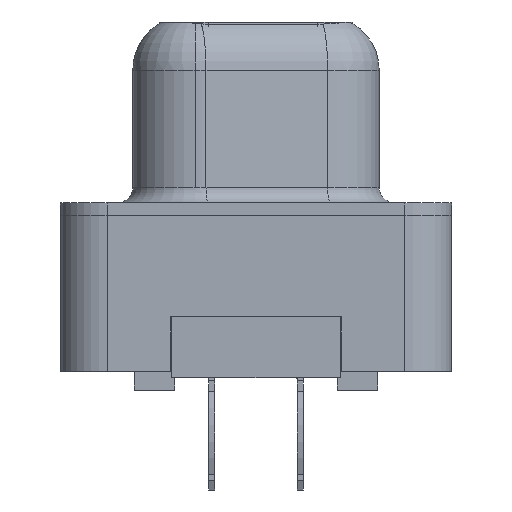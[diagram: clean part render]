
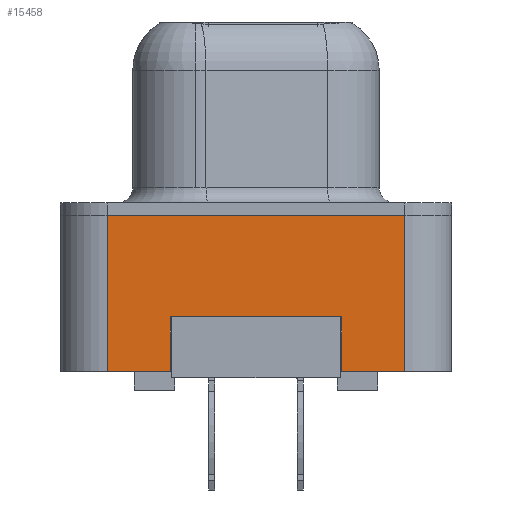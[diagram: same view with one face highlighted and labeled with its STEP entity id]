
A CAD part, left-side view. The second image highlights one B-rep face of the part: STEP entity #15458.
In plain terms, the highlighted planar face has unit normal (-1, 0, 0).
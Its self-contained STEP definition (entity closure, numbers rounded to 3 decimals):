
#6 = CARTESIAN_POINT ( 'NONE',  ( -2.905, -2.75, -3.25 ) ) ;
#462 = ORIENTED_EDGE ( 'NONE', *, *, #15868, .T. ) ;
#503 = EDGE_CURVE ( 'NONE', #15897, #7459, #3013, .T. ) ;
#1083 = ORIENTED_EDGE ( 'NONE', *, *, #4683, .F. ) ;
#1462 = DIRECTION ( 'NONE',  ( 0., 0., -1. ) ) ;
#1614 = CARTESIAN_POINT ( 'NONE',  ( -2.905, 4.775, 0. ) ) ;
#2320 = LINE ( 'NONE', #16709, #13633 ) ;
#2519 = VECTOR ( 'NONE', #9768, 1000. ) ;
#2872 = EDGE_CURVE ( 'NONE', #3393, #9430, #5836, .T. ) ;
#3013 = LINE ( 'NONE', #14957, #2519 ) ;
#3118 = DIRECTION ( 'NONE',  ( 0., -1., 0. ) ) ;
#3393 = VERTEX_POINT ( 'NONE', #15279 ) ;
#3658 = DIRECTION ( 'NONE',  ( 0., 0., 1. ) ) ;
#3742 = FACE_OUTER_BOUND ( 'NONE', #4749, .T. ) ;
#3951 = VECTOR ( 'NONE', #3118, 1000. ) ;
#4682 = VECTOR ( 'NONE', #1462, 1000. ) ;
#4683 = EDGE_CURVE ( 'NONE', #11938, #14750, #15878, .T. ) ;
#4749 = EDGE_LOOP ( 'NONE', ( #462, #5074, #9020, #6674, #6097, #15383, #6761, #1083 ) ) ;
#5061 = DIRECTION ( 'NONE',  ( -1., 0., 0. ) ) ;
#5074 = ORIENTED_EDGE ( 'NONE', *, *, #13080, .T. ) ;
#5302 = CARTESIAN_POINT ( 'NONE',  ( -2.905, -4.775, -5. ) ) ;
#5836 = LINE ( 'NONE', #16536, #3951 ) ;
#6009 = DIRECTION ( 'NONE',  ( 0., -1., 0. ) ) ;
#6097 = ORIENTED_EDGE ( 'NONE', *, *, #15216, .F. ) ;
#6634 = VERTEX_POINT ( 'NONE', #1614 ) ;
#6674 = ORIENTED_EDGE ( 'NONE', *, *, #16143, .F. ) ;
#6761 = ORIENTED_EDGE ( 'NONE', *, *, #16186, .F. ) ;
#7054 = CARTESIAN_POINT ( 'NONE',  ( -2.905, 2.75, -5. ) ) ;
#7117 = VERTEX_POINT ( 'NONE', #8667 ) ;
#7459 = VERTEX_POINT ( 'NONE', #9545 ) ;
#8225 = CARTESIAN_POINT ( 'NONE',  ( -2.905, 4.775, -5. ) ) ;
#8667 = CARTESIAN_POINT ( 'NONE',  ( -2.905, -2.75, -5. ) ) ;
#8710 = LINE ( 'NONE', #12917, #16192 ) ;
#9006 = CARTESIAN_POINT ( 'NONE',  ( -2.905, -4.775, -5. ) ) ;
#9020 = ORIENTED_EDGE ( 'NONE', *, *, #503, .T. ) ;
#9430 = VERTEX_POINT ( 'NONE', #7054 ) ;
#9545 = CARTESIAN_POINT ( 'NONE',  ( -2.905, -4.775, 0. ) ) ;
#9556 = LINE ( 'NONE', #8225, #13066 ) ;
#9768 = DIRECTION ( 'NONE',  ( 0., 0., 1. ) ) ;
#10246 = LINE ( 'NONE', #15921, #4682 ) ;
#11028 = CARTESIAN_POINT ( 'NONE',  ( -2.905, -4.775, -5. ) ) ;
#11294 = DIRECTION ( 'NONE',  ( 0., -1., 0. ) ) ;
#11938 = VERTEX_POINT ( 'NONE', #6 ) ;
#12103 = CARTESIAN_POINT ( 'NONE',  ( -2.905, 2.75, -3.25 ) ) ;
#12917 = CARTESIAN_POINT ( 'NONE',  ( -2.905, 2.75, -3.25 ) ) ;
#13066 = VECTOR ( 'NONE', #13483, 1000. ) ;
#13080 = EDGE_CURVE ( 'NONE', #7117, #15897, #15248, .T. ) ;
#13483 = DIRECTION ( 'NONE',  ( 0., 0., 1. ) ) ;
#13633 = VECTOR ( 'NONE', #6009, 1000. ) ;
#14656 = VECTOR ( 'NONE', #14843, 1000. ) ;
#14750 = VERTEX_POINT ( 'NONE', #14854 ) ;
#14843 = DIRECTION ( 'NONE',  ( 0., 1., 0. ) ) ;
#14854 = CARTESIAN_POINT ( 'NONE',  ( -2.905, 2.75, -3.25 ) ) ;
#14957 = CARTESIAN_POINT ( 'NONE',  ( -2.905, -4.775, -5. ) ) ;
#15216 = EDGE_CURVE ( 'NONE', #3393, #6634, #9556, .T. ) ;
#15248 = LINE ( 'NONE', #11028, #16963 ) ;
#15279 = CARTESIAN_POINT ( 'NONE',  ( -2.905, 4.775, -5. ) ) ;
#15383 = ORIENTED_EDGE ( 'NONE', *, *, #2872, .T. ) ;
#15458 = ADVANCED_FACE ( 'NONE', ( #3742 ), #15685, .T. ) ;
#15685 = PLANE ( 'NONE',  #17046 ) ;
#15868 = EDGE_CURVE ( 'NONE', #11938, #7117, #10246, .T. ) ;
#15878 = LINE ( 'NONE', #12103, #14656 ) ;
#15897 = VERTEX_POINT ( 'NONE', #5302 ) ;
#15921 = CARTESIAN_POINT ( 'NONE',  ( -2.905, -2.75, -3.25 ) ) ;
#16143 = EDGE_CURVE ( 'NONE', #6634, #7459, #2320, .T. ) ;
#16186 = EDGE_CURVE ( 'NONE', #14750, #9430, #8710, .T. ) ;
#16192 = VECTOR ( 'NONE', #16625, 1000. ) ;
#16536 = CARTESIAN_POINT ( 'NONE',  ( -2.905, -4.775, -5. ) ) ;
#16625 = DIRECTION ( 'NONE',  ( 0., 0., -1. ) ) ;
#16709 = CARTESIAN_POINT ( 'NONE',  ( -2.905, -4.775, 0. ) ) ;
#16963 = VECTOR ( 'NONE', #11294, 1000. ) ;
#17046 = AXIS2_PLACEMENT_3D ( 'NONE', #9006, #5061, #3658 ) ;
